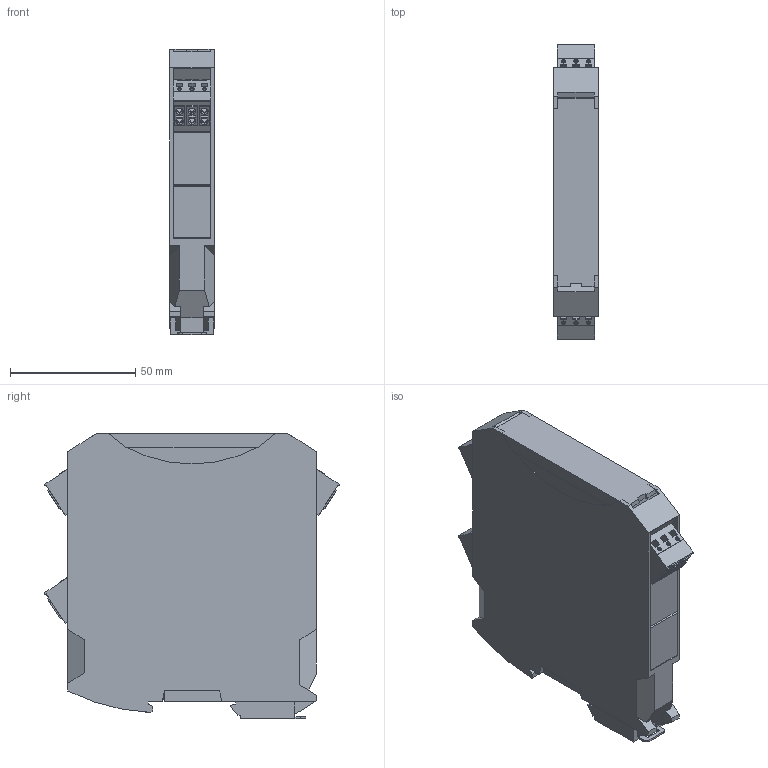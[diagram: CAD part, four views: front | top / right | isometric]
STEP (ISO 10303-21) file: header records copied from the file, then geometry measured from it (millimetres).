
FILE_DESCRIPTION(('Creo Elements/Direct Modeling STEP Export'),'2;1');
FILE_NAME('model.stp','2020-06-02T10:21:42',(''),(''),'Creo Elements/Direct Modeling STEP processor for AP214 (Solid Model)','Creo Elements/Direct Modeling 20.1A 29-Sep-2018 (C) Parametric Technology GmbH','');
FILE_SCHEMA(('AUTOMOTIVE_DESIGN { 1 0 10303 214 1 1 1 1 }'));
Length unit declared in the file: millimetre
Products named in the file (6): TVFKC_1.5_3-GY7035-select.1; TVFKC_1.5_3-BU_GY-select; ME_MAX_B-17.5_GY7042-select.2; ME_MAX_TBUS_BS_GY7042-select; MACX_17.5-SOCKEL_GY7042-select; MACX_MCR-SL-RPSSI-I-UP-SP-Group-select
Assembly tree (8 placements, depth 2):
  MACX_MCR-SL-RPSSI-I-UP-SP-Group-select
    MACX_17.5-SOCKEL_GY7042-select
    TVFKC_1.5_3-GY7035-select.1  x2
    ME_MAX_B-17.5_GY7042-select.2  x3
    ME_MAX_TBUS_BS_GY7042-select
    TVFKC_1.5_3-BU_GY-select
Bounding box: 17.6 x 117.65 x 113.7 mm (x, y, z)
Volume: 180641 mm3; surface area: 47999.4 mm2
Topology: 8 solids, 8 shells, 1210 faces, 3009 edges, 1933 vertices
Faces by surface type: plane 946, cylinder 192, cone 72
Entity records: 32326 total; most frequent: ORIENTED_EDGE 4472, CARTESIAN_POINT 4310, DIRECTION 3919, EDGE_CURVE 2236, VECTOR 1819, LINE 1819, VERTEX_POINT 1441, AXIS2_PLACEMENT_3D 1050
